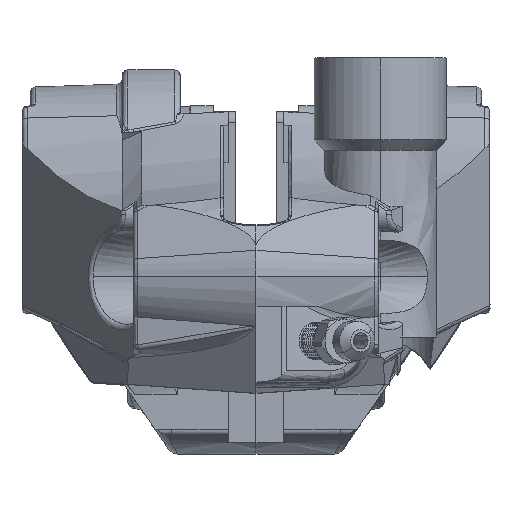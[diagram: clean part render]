
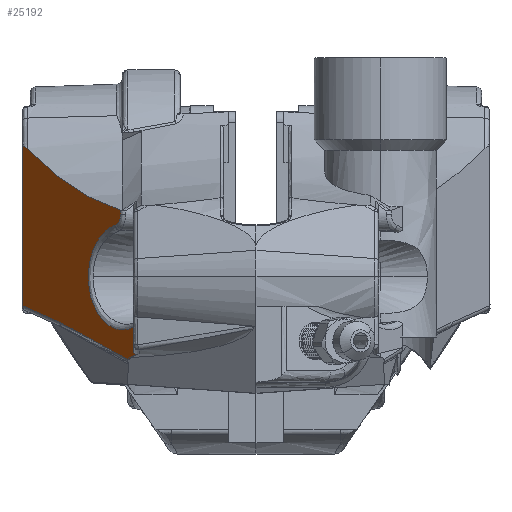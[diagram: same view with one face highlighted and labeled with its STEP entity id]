
A CAD part, top view. The second image highlights one B-rep face of the part: STEP entity #25192.
In plain terms, the highlighted free-form (B-spline) face has degree [1, 1] with [2, 2] control points.
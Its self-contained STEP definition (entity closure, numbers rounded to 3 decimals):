
#25005 = EDGE_CURVE('',#25006,#25008,#25010,.T.);
#25006 = VERTEX_POINT('',#25007);
#25007 = CARTESIAN_POINT('',(-177.967,7.953,
    132.747));
#25008 = VERTEX_POINT('',#25009);
#25009 = CARTESIAN_POINT('',(-177.699,8.484,
    133.16));
#25010 = B_SPLINE_CURVE_WITH_KNOTS('',1,(#25011,#25012),.UNSPECIFIED.,
  .F.,.F.,(2,2),(25.642,26.173),
  .PIECEWISE_BEZIER_KNOTS.);
#25011 = CARTESIAN_POINT('',(-177.967,7.953,
    132.747));
#25012 = CARTESIAN_POINT('',(-177.699,8.484,
    133.16));
#25101 = VERTEX_POINT('',#25102);
#25102 = CARTESIAN_POINT('',(-175.305,9.444,
    136.846));
#25108 = EDGE_CURVE('',#25101,#25008,#25109,.T.);
#25109 = ( BOUNDED_CURVE() B_SPLINE_CURVE(3,(#25110,#25111,#25112,#25113
),.UNSPECIFIED.,.F.,.F.) B_SPLINE_CURVE_WITH_KNOTS((4,4),(4.363
,4.553),.PIECEWISE_BEZIER_KNOTS.) CURVE() 
GEOMETRIC_REPRESENTATION_ITEM() RATIONAL_B_SPLINE_CURVE((1.,
0.997,0.997,1.)) REPRESENTATION_ITEM('') );
#25110 = CARTESIAN_POINT('',(-175.305,9.444,
    136.846));
#25111 = CARTESIAN_POINT('',(-176.082,9.008,
    135.65));
#25112 = CARTESIAN_POINT('',(-176.882,8.687,
    134.417));
#25113 = CARTESIAN_POINT('',(-177.699,8.484,
    133.16));
#25192 = ADVANCED_FACE('',(#25193),#25304,.T.);
#25193 = FACE_BOUND('',#25194,.T.);
#25194 = EDGE_LOOP('',(#25195,#25214,#25225,#25234,#25247,#25254,#25261,
    #25268,#25269,#25270,#25287,#25294));
#25195 = ORIENTED_EDGE('',*,*,#25196,.T.);
#25196 = EDGE_CURVE('',#25197,#25199,#25201,.T.);
#25197 = VERTEX_POINT('',#25198);
#25198 = CARTESIAN_POINT('',(-181.184,40.918,
    127.792));
#25199 = VERTEX_POINT('',#25200);
#25200 = CARTESIAN_POINT('',(-179.802,43.621,
    129.921));
#25201 = B_SPLINE_CURVE_WITH_KNOTS('',3,(#25202,#25203,#25204,#25205,
    #25206,#25207,#25208,#25209,#25210,#25211,#25212,#25213),
  .UNSPECIFIED.,.F.,.F.,(4,2,2,2,2,4),(0.,0.001,
    0.001,0.001,0.002,
    0.003),.UNSPECIFIED.);
#25202 = CARTESIAN_POINT('',(-181.184,40.918,
    127.792));
#25203 = CARTESIAN_POINT('',(-181.004,40.982,
    128.07));
#25204 = CARTESIAN_POINT('',(-180.833,41.09,
    128.333));
#25205 = CARTESIAN_POINT('',(-180.591,41.317,
    128.706));
#25206 = CARTESIAN_POINT('',(-180.512,41.405,
    128.827));
#25207 = CARTESIAN_POINT('',(-180.364,41.601,
    129.055));
#25208 = CARTESIAN_POINT('',(-180.295,41.709,
    129.162));
#25209 = CARTESIAN_POINT('',(-180.104,42.061,
    129.456));
#25210 = CARTESIAN_POINT('',(-179.995,42.342,
    129.623));
#25211 = CARTESIAN_POINT('',(-179.847,42.948,
    129.852));
#25212 = CARTESIAN_POINT('',(-179.804,43.282,
    129.917));
#25213 = CARTESIAN_POINT('',(-179.802,43.621,
    129.921));
#25214 = ORIENTED_EDGE('',*,*,#25215,.T.);
#25215 = EDGE_CURVE('',#25199,#25216,#25218,.T.);
#25216 = VERTEX_POINT('',#25217);
#25217 = CARTESIAN_POINT('',(-179.919,44.638,
    129.74));
#25218 = B_SPLINE_CURVE_WITH_KNOTS('',3,(#25219,#25220,#25221,#25222,
    #25223,#25224),.UNSPECIFIED.,.F.,.F.,(4,2,4),(0.,0.,
    0.001),.UNSPECIFIED.);
#25219 = CARTESIAN_POINT('',(-179.802,43.621,
    129.921));
#25220 = CARTESIAN_POINT('',(-179.801,43.797,
    129.922));
#25221 = CARTESIAN_POINT('',(-179.811,43.973,
    129.908));
#25222 = CARTESIAN_POINT('',(-179.85,44.313,129.847
    ));
#25223 = CARTESIAN_POINT('',(-179.88,44.478,
    129.801));
#25224 = CARTESIAN_POINT('',(-179.919,44.638,
    129.74));
#25225 = ORIENTED_EDGE('',*,*,#25226,.F.);
#25226 = EDGE_CURVE('',#25227,#25216,#25229,.T.);
#25227 = VERTEX_POINT('',#25228);
#25228 = CARTESIAN_POINT('',(-202.644,59.826,
    94.748));
#25229 = ( BOUNDED_CURVE() B_SPLINE_CURVE(3,(#25230,#25231,#25232,#25233
),.UNSPECIFIED.,.F.,.F.) B_SPLINE_CURVE_WITH_KNOTS((4,4),(0.956
,1.366),.PIECEWISE_BEZIER_KNOTS.) CURVE() 
GEOMETRIC_REPRESENTATION_ITEM() RATIONAL_B_SPLINE_CURVE((1.,
0.986,0.986,1.)) REPRESENTATION_ITEM('') );
#25230 = CARTESIAN_POINT('',(-202.644,59.826,
    94.748));
#25231 = CARTESIAN_POINT('',(-195.801,52.393,
    105.284));
#25232 = CARTESIAN_POINT('',(-188.119,47.258,
    117.114));
#25233 = CARTESIAN_POINT('',(-179.919,44.638,
    129.74));
#25234 = ORIENTED_EDGE('',*,*,#25235,.T.);
#25235 = EDGE_CURVE('',#25227,#25236,#25238,.T.);
#25236 = VERTEX_POINT('',#25237);
#25237 = CARTESIAN_POINT('',(-203.741,60.313,
    93.059));
#25238 = B_SPLINE_CURVE_WITH_KNOTS('',3,(#25239,#25240,#25241,#25242,
    #25243,#25244,#25245,#25246),.UNSPECIFIED.,.F.,.F.,(4,2,2,4),(
    0.,0.001,0.001,
    0.002),.UNSPECIFIED.);
#25239 = CARTESIAN_POINT('',(-202.644,59.826,
    94.748));
#25240 = CARTESIAN_POINT('',(-202.811,60.007,
    94.491));
#25241 = CARTESIAN_POINT('',(-202.984,60.163,
    94.224));
#25242 = CARTESIAN_POINT('',(-203.26,60.322,
    93.8));
#25243 = CARTESIAN_POINT('',(-203.356,60.363,
    93.652));
#25244 = CARTESIAN_POINT('',(-203.55,60.392,
    93.353));
#25245 = CARTESIAN_POINT('',(-203.649,60.383,
    93.199));
#25246 = CARTESIAN_POINT('',(-203.741,60.313,
    93.059));
#25247 = ORIENTED_EDGE('',*,*,#25248,.T.);
#25248 = EDGE_CURVE('',#25236,#25249,#25251,.T.);
#25249 = VERTEX_POINT('',#25250);
#25250 = CARTESIAN_POINT('',(-203.741,21.317,
    93.059));
#25251 = B_SPLINE_CURVE_WITH_KNOTS('',1,(#25252,#25253),.UNSPECIFIED.,
  .F.,.F.,(2,2),(-29.708,-1.13),
  .PIECEWISE_BEZIER_KNOTS.);
#25252 = CARTESIAN_POINT('',(-203.741,60.313,
    93.059));
#25253 = CARTESIAN_POINT('',(-203.741,21.317,
    93.059));
#25254 = ORIENTED_EDGE('',*,*,#25255,.T.);
#25255 = EDGE_CURVE('',#25249,#25256,#25258,.T.);
#25256 = VERTEX_POINT('',#25257);
#25257 = CARTESIAN_POINT('',(-194.66,17.189,
    107.042));
#25258 = B_SPLINE_CURVE_WITH_KNOTS('',1,(#25259,#25260),.UNSPECIFIED.,
  .F.,.F.,(2,2),(-26.257,-13.67),
  .PIECEWISE_BEZIER_KNOTS.);
#25259 = CARTESIAN_POINT('',(-203.741,21.317,
    93.059));
#25260 = CARTESIAN_POINT('',(-194.66,17.189,
    107.042));
#25261 = ORIENTED_EDGE('',*,*,#25262,.T.);
#25262 = EDGE_CURVE('',#25256,#25006,#25263,.T.);
#25263 = ( BOUNDED_CURVE() B_SPLINE_CURVE(3,(#25264,#25265,#25266,#25267
),.UNSPECIFIED.,.F.,.F.) B_SPLINE_CURVE_WITH_KNOTS((4,4),(4.557
,5.694),.PIECEWISE_BEZIER_KNOTS.) CURVE() 
GEOMETRIC_REPRESENTATION_ITEM() RATIONAL_B_SPLINE_CURVE((1.,
0.895,0.895,1.)) REPRESENTATION_ITEM('') );
#25264 = CARTESIAN_POINT('',(-194.66,17.189,
    107.042));
#25265 = CARTESIAN_POINT('',(-187.866,14.102,
    117.503));
#25266 = CARTESIAN_POINT('',(-181.65,10.662,
    127.075));
#25267 = CARTESIAN_POINT('',(-177.967,7.953,
    132.747));
#25268 = ORIENTED_EDGE('',*,*,#25005,.T.);
#25269 = ORIENTED_EDGE('',*,*,#25108,.F.);
#25270 = ORIENTED_EDGE('',*,*,#25271,.T.);
#25271 = EDGE_CURVE('',#25101,#25272,#25274,.T.);
#25272 = VERTEX_POINT('',#25273);
#25273 = CARTESIAN_POINT('',(-176.67,10.213,
    134.745));
#25274 = B_SPLINE_CURVE_WITH_KNOTS('',3,(#25275,#25276,#25277,#25278,
    #25279,#25280,#25281,#25282,#25283,#25284,#25285,#25286),
  .UNSPECIFIED.,.F.,.F.,(4,2,2,2,2,4),(0.,0.001,
    0.001,0.002,0.002,
    0.002),.UNSPECIFIED.);
#25275 = CARTESIAN_POINT('',(-175.305,9.444,
    136.846));
#25276 = CARTESIAN_POINT('',(-175.435,9.371,
    136.646));
#25277 = CARTESIAN_POINT('',(-175.566,9.32,
    136.443));
#25278 = CARTESIAN_POINT('',(-175.833,9.269,
    136.033));
#25279 = CARTESIAN_POINT('',(-175.97,9.269,
    135.822));
#25280 = CARTESIAN_POINT('',(-176.239,9.349,
    135.408));
#25281 = CARTESIAN_POINT('',(-176.371,9.427,
    135.204));
#25282 = CARTESIAN_POINT('',(-176.537,9.65,
    134.949));
#25283 = CARTESIAN_POINT('',(-176.585,9.743,
    134.874));
#25284 = CARTESIAN_POINT('',(-176.652,9.962,
    134.772));
#25285 = CARTESIAN_POINT('',(-176.67,10.087,
    134.745));
#25286 = CARTESIAN_POINT('',(-176.67,10.213,
    134.745));
#25287 = ORIENTED_EDGE('',*,*,#25288,.F.);
#25288 = EDGE_CURVE('',#25289,#25272,#25291,.T.);
#25289 = VERTEX_POINT('',#25290);
#25290 = CARTESIAN_POINT('',(-176.67,15.967,
    134.745));
#25291 = B_SPLINE_CURVE_WITH_KNOTS('',1,(#25292,#25293),.UNSPECIFIED.,
  .F.,.F.,(2,2),(220.378,224.594),
  .PIECEWISE_BEZIER_KNOTS.);
#25292 = CARTESIAN_POINT('',(-176.67,15.967,
    134.745));
#25293 = CARTESIAN_POINT('',(-176.67,10.213,
    134.745));
#25294 = ORIENTED_EDGE('',*,*,#25295,.T.);
#25295 = EDGE_CURVE('',#25289,#25197,#25296,.T.);
#25296 = ( BOUNDED_CURVE() B_SPLINE_CURVE(3,(#25297,#25298,#25299,#25300
    ,#25301,#25302,#25303),.UNSPECIFIED.,.F.,.F.) 
B_SPLINE_CURVE_WITH_KNOTS((4,3,4),(1.255,2.87,
4.485),.PIECEWISE_BEZIER_KNOTS.) CURVE() 
GEOMETRIC_REPRESENTATION_ITEM() RATIONAL_B_SPLINE_CURVE((1.,
    0.794,0.794,1.,0.794,0.794,1.)) 
REPRESENTATION_ITEM('') );
#25297 = CARTESIAN_POINT('',(-176.67,15.967,
    134.745));
#25298 = CARTESIAN_POINT('',(-181.523,13.523,
    127.271));
#25299 = CARTESIAN_POINT('',(-186.025,17.234,
    120.339));
#25300 = CARTESIAN_POINT('',(-187.396,24.809,
    118.228));
#25301 = CARTESIAN_POINT('',(-188.766,32.384,
    116.117));
#25302 = CARTESIAN_POINT('',(-186.159,39.145,
    120.132));
#25303 = CARTESIAN_POINT('',(-181.184,40.918,
    127.792));
#25304 = B_SPLINE_SURFACE_WITH_KNOTS('',1,1,(
    (#25305,#25306)
    ,(#25307,#25308
    )),.UNSPECIFIED.,.F.,.F.,.F.,(2,2),(2,2),(0.296,
    38.558),(-226.251,-187.822),
  .PIECEWISE_BEZIER_KNOTS.);
#25305 = CARTESIAN_POINT('',(-203.741,7.953,
    93.059));
#25306 = CARTESIAN_POINT('',(-203.741,60.392,
    93.059));
#25307 = CARTESIAN_POINT('',(-175.305,7.953,
    136.846));
#25308 = CARTESIAN_POINT('',(-175.305,60.392,
    136.846));
